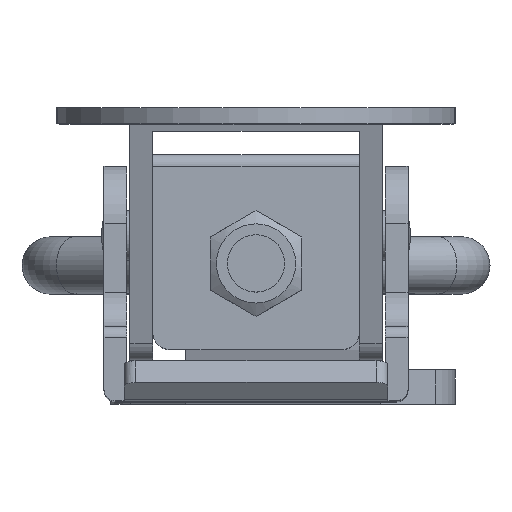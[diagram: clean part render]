
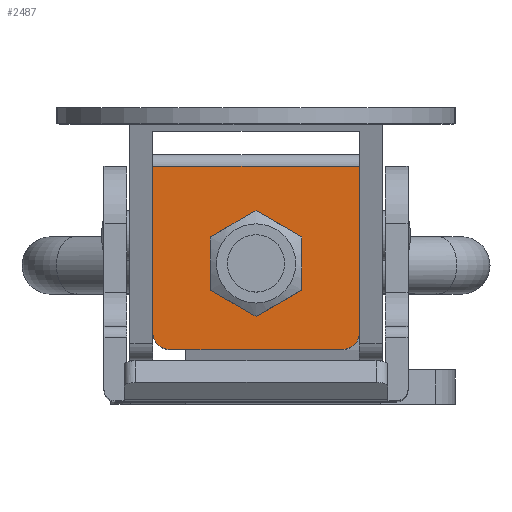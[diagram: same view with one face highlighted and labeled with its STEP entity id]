
A CAD part, top view. The second image highlights one B-rep face of the part: STEP entity #2487.
In plain terms, the highlighted face is planar.
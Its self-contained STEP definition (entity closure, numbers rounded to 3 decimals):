
#153=FACE_BOUND('',#547,.T.);
#224=PLANE('',#2750);
#358=FACE_OUTER_BOUND('',#546,.T.);
#546=EDGE_LOOP('',(#2194,#2195,#2196,#2197,#2198,#2199));
#547=EDGE_LOOP('',(#2200));
#746=LINE('',#4355,#931);
#747=LINE('',#4360,#932);
#748=LINE('',#4365,#933);
#749=LINE('',#4368,#934);
#931=VECTOR('',#3417,14.5);
#932=VECTOR('',#3424,18.);
#933=VECTOR('',#3429,15.);
#934=VECTOR('',#3432,14.5);
#1060=CIRCLE('',#2751,1.5);
#1061=CIRCLE('',#2752,1.5);
#1062=CIRCLE('',#2753,3.);
#1275=VERTEX_POINT('',#4352);
#1276=VERTEX_POINT('',#4354);
#1277=VERTEX_POINT('',#4358);
#1278=VERTEX_POINT('',#4362);
#1279=VERTEX_POINT('',#4364);
#1280=VERTEX_POINT('',#4366);
#1281=VERTEX_POINT('',#4369);
#1589=EDGE_CURVE('',#1275,#1276,#746,.T.);
#1592=EDGE_CURVE('',#1276,#1277,#747,.T.);
#1593=EDGE_CURVE('',#1278,#1275,#1060,.T.);
#1594=EDGE_CURVE('',#1278,#1279,#748,.T.);
#1595=EDGE_CURVE('',#1280,#1279,#1061,.T.);
#1596=EDGE_CURVE('',#1277,#1280,#749,.T.);
#1597=EDGE_CURVE('',#1281,#1281,#1062,.T.);
#2194=ORIENTED_EDGE('',*,*,#1592,.F.);
#2195=ORIENTED_EDGE('',*,*,#1589,.F.);
#2196=ORIENTED_EDGE('',*,*,#1593,.F.);
#2197=ORIENTED_EDGE('',*,*,#1594,.T.);
#2198=ORIENTED_EDGE('',*,*,#1595,.F.);
#2199=ORIENTED_EDGE('',*,*,#1596,.F.);
#2200=ORIENTED_EDGE('',*,*,#1597,.T.);
#2487=ADVANCED_FACE('',(#358,#153),#224,.T.);
#2750=AXIS2_PLACEMENT_3D('',#4361,#3425,#3426);
#2751=AXIS2_PLACEMENT_3D('',#4363,#3427,#3428);
#2752=AXIS2_PLACEMENT_3D('',#4367,#3430,#3431);
#2753=AXIS2_PLACEMENT_3D('',#4370,#3433,#3434);
#3417=DIRECTION('',(0.,0.,1.));
#3424=DIRECTION('',(0.,1.,0.));
#3425=DIRECTION('center_axis',(1.,0.,0.));
#3426=DIRECTION('ref_axis',(0.,0.,-1.));
#3427=DIRECTION('center_axis',(-1.,0.,0.));
#3428=DIRECTION('ref_axis',(0.,-0.707,-0.707));
#3429=DIRECTION('',(0.,1.,0.));
#3430=DIRECTION('center_axis',(-1.,0.,0.));
#3431=DIRECTION('ref_axis',(0.,0.707,-0.707));
#3432=DIRECTION('',(0.,0.,-1.));
#3433=DIRECTION('center_axis',(-1.,0.,0.));
#3434=DIRECTION('ref_axis',(0.,0.,1.));
#4352=CARTESIAN_POINT('',(15.6,-9.,1.5));
#4354=CARTESIAN_POINT('',(15.6,-9.,16.));
#4355=CARTESIAN_POINT('',(15.6,-9.,17.));
#4358=CARTESIAN_POINT('',(15.6,9.,16.));
#4360=CARTESIAN_POINT('',(15.6,0.,16.));
#4361=CARTESIAN_POINT('Origin',(15.6,0.,17.));
#4362=CARTESIAN_POINT('',(15.6,-7.5,0.));
#4363=CARTESIAN_POINT('Origin',(15.6,-7.5,1.5));
#4364=CARTESIAN_POINT('',(15.6,7.5,0.));
#4365=CARTESIAN_POINT('',(15.6,0.,0.));
#4366=CARTESIAN_POINT('',(15.6,9.,1.5));
#4367=CARTESIAN_POINT('Origin',(15.6,7.5,1.5));
#4368=CARTESIAN_POINT('',(15.6,9.,17.));
#4369=CARTESIAN_POINT('',(15.6,0.,4.5));
#4370=CARTESIAN_POINT('Origin',(15.6,0.,7.5));
